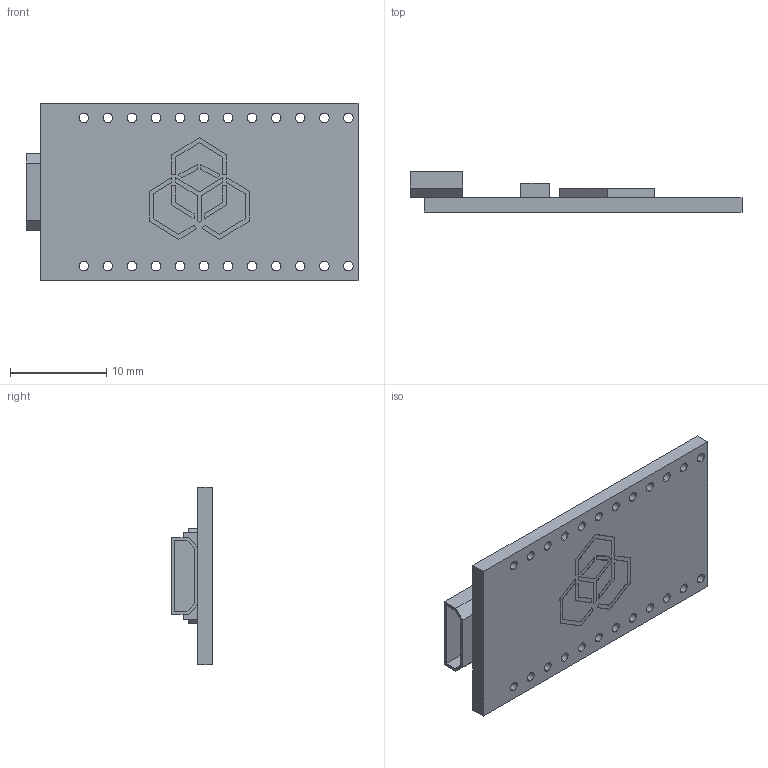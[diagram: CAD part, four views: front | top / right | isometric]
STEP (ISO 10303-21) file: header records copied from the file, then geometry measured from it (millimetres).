
FILE_DESCRIPTION (( 'STEP AP214' ), '1' );
FILE_NAME ('Arduino Pro Micro.STEP', '2015-09-27T15:56:14', ( '' ), ( '' ), 'SwSTEP 2.0', 'SolidWorks 2015', '' );
FILE_SCHEMA (( 'AUTOMOTIVE_DESIGN' ));
Length unit declared in the file: millimetre
Products named in the file (1): Arduino Pro Micro
Bounding box: 34.5 x 4.2 x 18.4 mm (x, y, z)
Volume: 1004 mm3; surface area: 1843.4 mm2
Topology: 5 solids, 5 shells, 157 faces, 414 edges, 276 vertices
Faces by surface type: plane 109, cylinder 48
Entity records: 6506 total; most frequent: CARTESIAN_POINT 848, ORIENTED_EDGE 828, DIRECTION 826, EDGE_CURVE 414, LINE 318, VECTOR 318, VERTEX_POINT 276, AXIS2_PLACEMENT_3D 254
